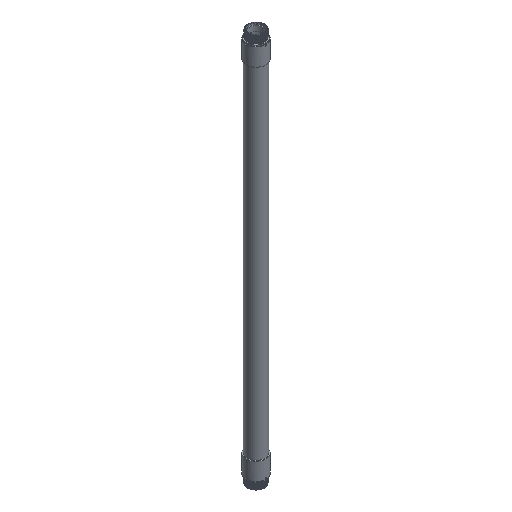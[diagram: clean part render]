
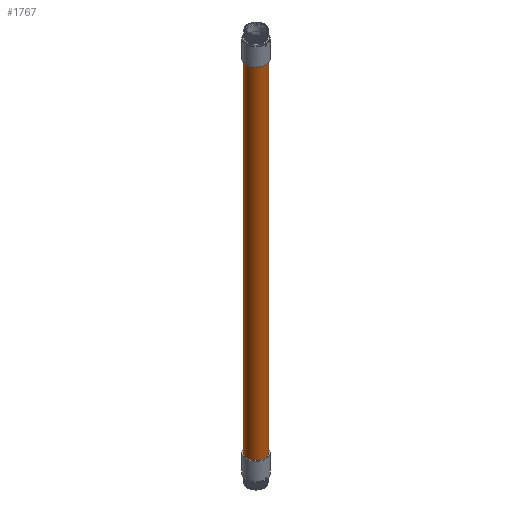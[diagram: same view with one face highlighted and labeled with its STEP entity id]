
A CAD part, isometric view. The second image highlights one B-rep face of the part: STEP entity #1767.
In plain terms, the highlighted cylindrical face has radius 25.1 mm (diameter 50.2 mm), a full revolution.
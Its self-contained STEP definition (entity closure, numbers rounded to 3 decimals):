
#132=CYLINDRICAL_SURFACE('',#1969,25.1);
#207=CIRCLE('',#1970,25.1);
#208=CIRCLE('',#1971,25.1);
#299=FACE_OUTER_BOUND('',#402,.T.);
#402=EDGE_LOOP('',(#1383,#1384,#1385,#1386));
#538=LINE('',#2870,#665);
#665=VECTOR('',#2348,25.1);
#799=VERTEX_POINT('',#2867);
#800=VERTEX_POINT('',#2869);
#1010=EDGE_CURVE('',#799,#799,#207,.T.);
#1011=EDGE_CURVE('',#799,#800,#538,.T.);
#1012=EDGE_CURVE('',#800,#800,#208,.T.);
#1383=ORIENTED_EDGE('',*,*,#1010,.F.);
#1384=ORIENTED_EDGE('',*,*,#1011,.T.);
#1385=ORIENTED_EDGE('',*,*,#1012,.T.);
#1386=ORIENTED_EDGE('',*,*,#1011,.F.);
#1767=ADVANCED_FACE('',(#299),#132,.T.);
#1969=AXIS2_PLACEMENT_3D('',#2866,#2344,#2345);
#1970=AXIS2_PLACEMENT_3D('',#2868,#2346,#2347);
#1971=AXIS2_PLACEMENT_3D('',#2871,#2349,#2350);
#2344=DIRECTION('center_axis',(0.,0.,1.));
#2345=DIRECTION('ref_axis',(1.,0.,0.));
#2346=DIRECTION('center_axis',(0.,0.,1.));
#2347=DIRECTION('ref_axis',(1.,0.,0.));
#2348=DIRECTION('',(0.,0.,-1.));
#2349=DIRECTION('center_axis',(0.,0.,1.));
#2350=DIRECTION('ref_axis',(1.,0.,0.));
#2866=CARTESIAN_POINT('Origin',(0.,0.,0.));
#2867=CARTESIAN_POINT('',(-25.1,0.,1000.));
#2868=CARTESIAN_POINT('Origin',(0.,0.,1000.));
#2869=CARTESIAN_POINT('',(-25.1,0.,0.));
#2870=CARTESIAN_POINT('',(-25.1,0.,0.));
#2871=CARTESIAN_POINT('Origin',(0.,0.,0.));
